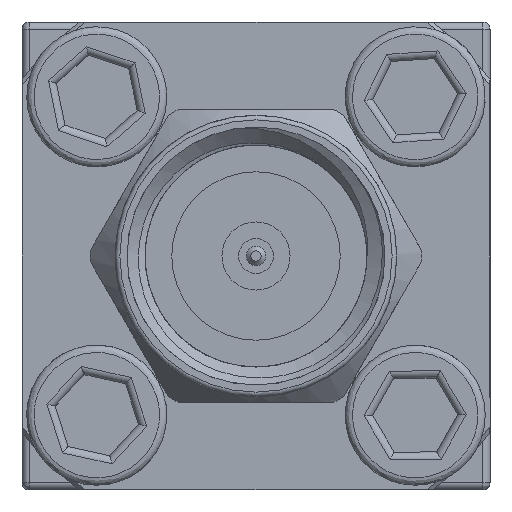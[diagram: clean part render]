
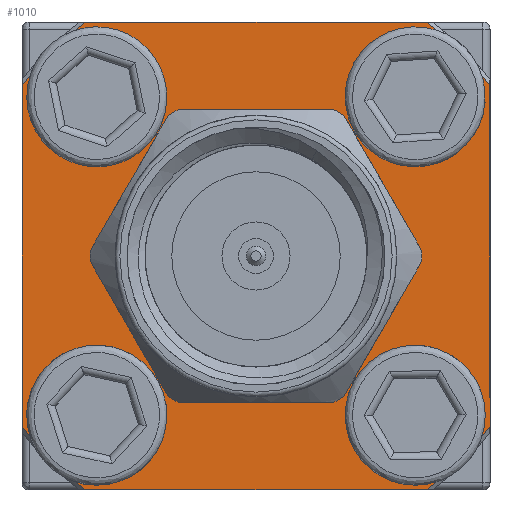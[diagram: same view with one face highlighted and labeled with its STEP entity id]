
A CAD part, left-side view. The second image highlights one B-rep face of the part: STEP entity #1010.
In plain terms, the highlighted planar face has unit normal (-1, 0, 0).
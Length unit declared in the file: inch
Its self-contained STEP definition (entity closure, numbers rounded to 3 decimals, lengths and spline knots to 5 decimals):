
#28 = EDGE_LOOP ( 'NONE', ( #15527 ) ) ;
#165 = VERTEX_POINT ( 'NONE', #2515 ) ;
#246 = FACE_BOUND ( 'NONE', #1165, .T. ) ;
#304 = ORIENTED_EDGE ( 'NONE', *, *, #4757, .F. ) ;
#476 = VECTOR ( 'NONE', #9955, 39.37008 ) ;
#520 = CARTESIAN_POINT ( 'NONE',  ( 0.09909, 0.13213, 0. ) ) ;
#596 = DIRECTION ( 'NONE',  ( 1., 0., 0. ) ) ;
#741 = VECTOR ( 'NONE', #12324, 39.37008 ) ;
#974 = CARTESIAN_POINT ( 'NONE',  ( 0.09909, 0.02583, 0. ) ) ;
#1010 = ADVANCED_FACE ( 'NONE', ( #4714, #246, #10094, #14186, #1789, #3171 ), #13002, .F. ) ;
#1060 = CIRCLE ( 'NONE', #3110, 0.30906 ) ;
#1154 = CIRCLE ( 'NONE', #13668, 0.10532 ) ;
#1165 = EDGE_LOOP ( 'NONE', ( #15720 ) ) ;
#1422 = DIRECTION ( 'NONE',  ( 0., 0., -1. ) ) ;
#1485 = ORIENTED_EDGE ( 'NONE', *, *, #17812, .F. ) ;
#1542 = ORIENTED_EDGE ( 'NONE', *, *, #5887, .T. ) ;
#1554 = CARTESIAN_POINT ( 'NONE',  ( 0.09909, -0.14425, 0.17008 ) ) ;
#1704 = VERTEX_POINT ( 'NONE', #7263 ) ;
#1744 = CARTESIAN_POINT ( 'NONE',  ( 0.09909, 0.02583, 0. ) ) ;
#1789 = FACE_BOUND ( 'NONE', #4956, .T. ) ;
#1849 = DIRECTION ( 'NONE',  ( 1., 0., 0. ) ) ;
#1886 = CARTESIAN_POINT ( 'NONE',  ( 0.09909, 0.02583, -0.10532 ) ) ;
#1925 = VERTEX_POINT ( 'NONE', #6977 ) ;
#2357 = CARTESIAN_POINT ( 'NONE',  ( 0.09909, 0.27583, -0.25 ) ) ;
#2437 = DIRECTION ( 'NONE',  ( 1., 0., 0. ) ) ;
#2515 = CARTESIAN_POINT ( 'NONE',  ( 0.09909, 0.20753, 0.25 ) ) ;
#2879 = CARTESIAN_POINT ( 'NONE',  ( 0.09909, -0.15587, -0.25 ) ) ;
#2941 = LINE ( 'NONE', #11396, #476 ) ;
#2995 = CARTESIAN_POINT ( 'NONE',  ( 0.09909, -0.22417, 0.1817 ) ) ;
#3110 = AXIS2_PLACEMENT_3D ( 'NONE', #3334, #596, #8981 ) ;
#3171 = FACE_OUTER_BOUND ( 'NONE', #13463, .T. ) ;
#3334 = CARTESIAN_POINT ( 'NONE',  ( 0.09909, 0.02583, 0. ) ) ;
#3361 = CARTESIAN_POINT ( 'NONE',  ( 0.09909, 0.27583, -0.1817 ) ) ;
#3448 = EDGE_CURVE ( 'NONE', #11818, #11818, #1154, .T. ) ;
#3512 = VERTEX_POINT ( 'NONE', #9435 ) ;
#3618 = VERTEX_POINT ( 'NONE', #17537 ) ;
#3812 = EDGE_LOOP ( 'NONE', ( #1542 ) ) ;
#4031 = CARTESIAN_POINT ( 'NONE',  ( 0.09909, 0.1959, -0.17008 ) ) ;
#4268 = AXIS2_PLACEMENT_3D ( 'NONE', #974, #2437, #13642 ) ;
#4272 = CIRCLE ( 'NONE', #8932, 0.30906 ) ;
#4455 = DIRECTION ( 'NONE',  ( 0., 0., -1. ) ) ;
#4630 = CARTESIAN_POINT ( 'NONE',  ( 0.09909, 0.1959, -0.22126 ) ) ;
#4714 = FACE_BOUND ( 'NONE', #28, .T. ) ;
#4757 = EDGE_CURVE ( 'NONE', #1925, #165, #8315, .T. ) ;
#4956 = EDGE_LOOP ( 'NONE', ( #17870 ) ) ;
#5028 = EDGE_CURVE ( 'NONE', #9698, #1925, #14958, .T. ) ;
#5332 = ORIENTED_EDGE ( 'NONE', *, *, #16339, .F. ) ;
#5705 = AXIS2_PLACEMENT_3D ( 'NONE', #10907, #11259, #1422 ) ;
#5887 = EDGE_CURVE ( 'NONE', #8729, #8729, #5956, .T. ) ;
#5956 = CIRCLE ( 'NONE', #10895, 0.05118 ) ;
#6527 = VERTEX_POINT ( 'NONE', #10636 ) ;
#6643 = CARTESIAN_POINT ( 'NONE',  ( 0.09909, 0.02583, 0. ) ) ;
#6680 = CARTESIAN_POINT ( 'NONE',  ( 0.09909, 0.27583, 0.25 ) ) ;
#6941 = VERTEX_POINT ( 'NONE', #14809 ) ;
#6977 = CARTESIAN_POINT ( 'NONE',  ( 0.09909, 0.27583, 0.1817 ) ) ;
#7263 = CARTESIAN_POINT ( 'NONE',  ( 0.09909, 0.1959, 0.1189 ) ) ;
#7378 = DIRECTION ( 'NONE',  ( 1., 0., 0. ) ) ;
#7409 = DIRECTION ( 'NONE',  ( 0., 0., -1. ) ) ;
#7523 = EDGE_LOOP ( 'NONE', ( #11389 ) ) ;
#7831 = DIRECTION ( 'NONE',  ( 0., 1., 0. ) ) ;
#7925 = CARTESIAN_POINT ( 'NONE',  ( 0.09909, -0.15587, 0.25 ) ) ;
#8315 = CIRCLE ( 'NONE', #14406, 0.30906 ) ;
#8488 = ORIENTED_EDGE ( 'NONE', *, *, #11333, .F. ) ;
#8622 = CIRCLE ( 'NONE', #5705, 0.05118 ) ;
#8729 = VERTEX_POINT ( 'NONE', #4630 ) ;
#8932 = AXIS2_PLACEMENT_3D ( 'NONE', #6643, #13569, #17756 ) ;
#8981 = DIRECTION ( 'NONE',  ( 0., 0., -1. ) ) ;
#9391 = VECTOR ( 'NONE', #4455, 39.37008 ) ;
#9435 = CARTESIAN_POINT ( 'NONE',  ( 0.09909, -0.22417, -0.1817 ) ) ;
#9681 = EDGE_CURVE ( 'NONE', #13777, #3512, #17109, .T. ) ;
#9698 = VERTEX_POINT ( 'NONE', #3361 ) ;
#9862 = ORIENTED_EDGE ( 'NONE', *, *, #17343, .F. ) ;
#9907 = EDGE_CURVE ( 'NONE', #3512, #12799, #17635, .T. ) ;
#9955 = DIRECTION ( 'NONE',  ( 0., -1., 0. ) ) ;
#10094 = FACE_BOUND ( 'NONE', #3812, .T. ) ;
#10113 = EDGE_CURVE ( 'NONE', #1704, #1704, #8622, .T. ) ;
#10326 = CIRCLE ( 'NONE', #17578, 0.05118 ) ;
#10636 = CARTESIAN_POINT ( 'NONE',  ( 0.09909, 0.20753, -0.25 ) ) ;
#10855 = DIRECTION ( 'NONE',  ( 1., 0., 0. ) ) ;
#10885 = DIRECTION ( 'NONE',  ( 0., 0., -1. ) ) ;
#10895 = AXIS2_PLACEMENT_3D ( 'NONE', #4031, #10855, #16314 ) ;
#10907 = CARTESIAN_POINT ( 'NONE',  ( 0.09909, 0.1959, 0.17008 ) ) ;
#10914 = ORIENTED_EDGE ( 'NONE', *, *, #5028, .F. ) ;
#11259 = DIRECTION ( 'NONE',  ( 1., 0., 0. ) ) ;
#11333 = EDGE_CURVE ( 'NONE', #14698, #13777, #1060, .T. ) ;
#11389 = ORIENTED_EDGE ( 'NONE', *, *, #10113, .T. ) ;
#11396 = CARTESIAN_POINT ( 'NONE',  ( 0.09909, 0.27583, 0.25 ) ) ;
#11719 = DIRECTION ( 'NONE',  ( 0., 1., 0. ) ) ;
#11818 = VERTEX_POINT ( 'NONE', #1886 ) ;
#12251 = DIRECTION ( 'NONE',  ( 1., 0., 0. ) ) ;
#12324 = DIRECTION ( 'NONE',  ( 0., 0., 1. ) ) ;
#12562 = EDGE_CURVE ( 'NONE', #6941, #6941, #10326, .T. ) ;
#12799 = VERTEX_POINT ( 'NONE', #2879 ) ;
#12824 = CARTESIAN_POINT ( 'NONE',  ( 0.09909, -0.22417, 0.25 ) ) ;
#12845 = DIRECTION ( 'NONE',  ( 0., 0., -1. ) ) ;
#12857 = DIRECTION ( 'NONE',  ( 1., 0., 0. ) ) ;
#12921 = CIRCLE ( 'NONE', #13206, 0.05118 ) ;
#13002 = PLANE ( 'NONE',  #14134 ) ;
#13206 = AXIS2_PLACEMENT_3D ( 'NONE', #1554, #7378, #12845 ) ;
#13463 = EDGE_LOOP ( 'NONE', ( #304, #10914, #9862, #1485, #15801, #14775, #8488, #5332 ) ) ;
#13569 = DIRECTION ( 'NONE',  ( 1., 0., 0. ) ) ;
#13642 = DIRECTION ( 'NONE',  ( 0., 0., -1. ) ) ;
#13668 = AXIS2_PLACEMENT_3D ( 'NONE', #15154, #12251, #10885 ) ;
#13777 = VERTEX_POINT ( 'NONE', #2995 ) ;
#14134 = AXIS2_PLACEMENT_3D ( 'NONE', #520, #14269, #11719 ) ;
#14186 = FACE_BOUND ( 'NONE', #7523, .T. ) ;
#14269 = DIRECTION ( 'NONE',  ( 1., 0., 0. ) ) ;
#14333 = EDGE_CURVE ( 'NONE', #3618, #3618, #12921, .T. ) ;
#14406 = AXIS2_PLACEMENT_3D ( 'NONE', #1744, #12857, #15500 ) ;
#14425 = CARTESIAN_POINT ( 'NONE',  ( 0.09909, -0.14425, -0.17008 ) ) ;
#14698 = VERTEX_POINT ( 'NONE', #7925 ) ;
#14775 = ORIENTED_EDGE ( 'NONE', *, *, #9681, .F. ) ;
#14809 = CARTESIAN_POINT ( 'NONE',  ( 0.09909, -0.14425, -0.22126 ) ) ;
#14958 = LINE ( 'NONE', #6680, #741 ) ;
#15012 = LINE ( 'NONE', #2357, #15603 ) ;
#15154 = CARTESIAN_POINT ( 'NONE',  ( 0.09909, 0.02583, 0. ) ) ;
#15500 = DIRECTION ( 'NONE',  ( 0., 0., -1. ) ) ;
#15527 = ORIENTED_EDGE ( 'NONE', *, *, #14333, .T. ) ;
#15603 = VECTOR ( 'NONE', #7831, 39.37008 ) ;
#15720 = ORIENTED_EDGE ( 'NONE', *, *, #12562, .T. ) ;
#15801 = ORIENTED_EDGE ( 'NONE', *, *, #9907, .F. ) ;
#16314 = DIRECTION ( 'NONE',  ( 0., 0., -1. ) ) ;
#16339 = EDGE_CURVE ( 'NONE', #165, #14698, #2941, .T. ) ;
#17109 = LINE ( 'NONE', #12824, #9391 ) ;
#17343 = EDGE_CURVE ( 'NONE', #6527, #9698, #4272, .T. ) ;
#17537 = CARTESIAN_POINT ( 'NONE',  ( 0.09909, -0.14425, 0.1189 ) ) ;
#17578 = AXIS2_PLACEMENT_3D ( 'NONE', #14425, #1849, #7409 ) ;
#17635 = CIRCLE ( 'NONE', #4268, 0.30906 ) ;
#17756 = DIRECTION ( 'NONE',  ( 0., 0., -1. ) ) ;
#17812 = EDGE_CURVE ( 'NONE', #12799, #6527, #15012, .T. ) ;
#17870 = ORIENTED_EDGE ( 'NONE', *, *, #3448, .T. ) ;
